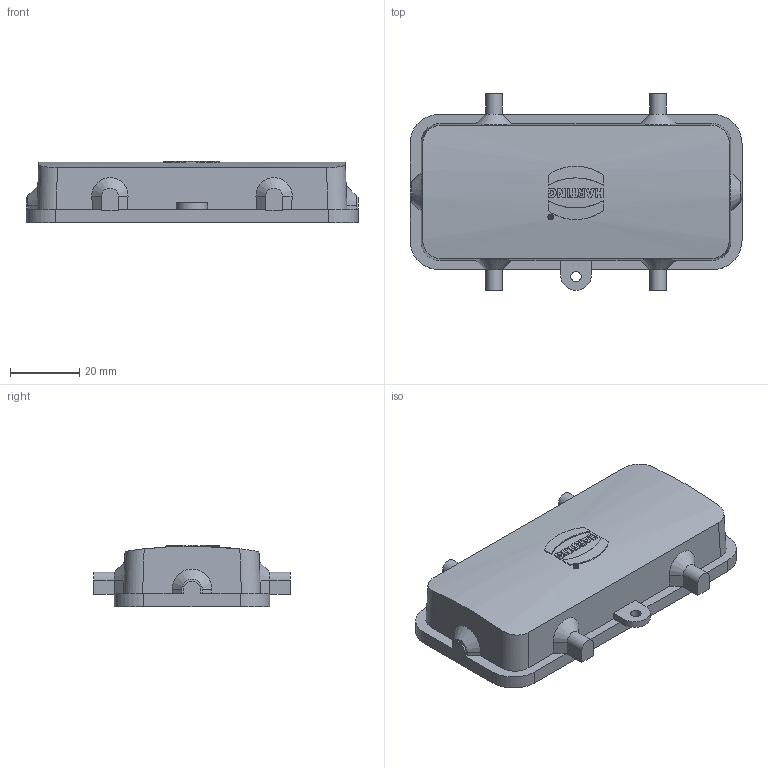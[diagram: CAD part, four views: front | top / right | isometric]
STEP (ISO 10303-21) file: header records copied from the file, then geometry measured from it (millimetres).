
FILE_DESCRIPTION(/* description */ (''),/* implementation_level */ '2;1');
FILE_NAME(/* name */ '100094778ugm000_c.stp',/* time_stamp */ '2020-02-12T10:19:18+01:00',/* author */ (''),/* organization */ (''),/* preprocessor_version */ 'ST-DEVELOPER v16.7',/* originating_system */ 'SIEMENS PLM Software NX 12.0',/* authorisation */ '');
FILE_SCHEMA (('AUTOMOTIVE_DESIGN { 1 0 10303 214 3 1 1 1 }'));
Length unit declared in the file: millimetre
Products named in the file (1): 100094778ugm000_c
Bounding box: 96.1 x 57 x 17.9 mm (x, y, z)
Volume: 15187.6 mm3; surface area: 16617.4 mm2
Topology: 1 solids, 1 shells, 238 faces, 609 edges, 394 vertices
Faces by surface type: plane 151, cylinder 58, cone 14, torus 8, bspline 4, extrusion 3
Full cylindrical faces by diameter (mm): 1.12 x1, 1.6 x1, 3 x1
Entity records: 8537 total; most frequent: CARTESIAN_POINT 2007, ORIENTED_EDGE 1212, DIRECTION 1191, EDGE_CURVE 606, AXIS2_PLACEMENT_3D 402, VERTEX_POINT 392, VECTOR 387, LINE 384
